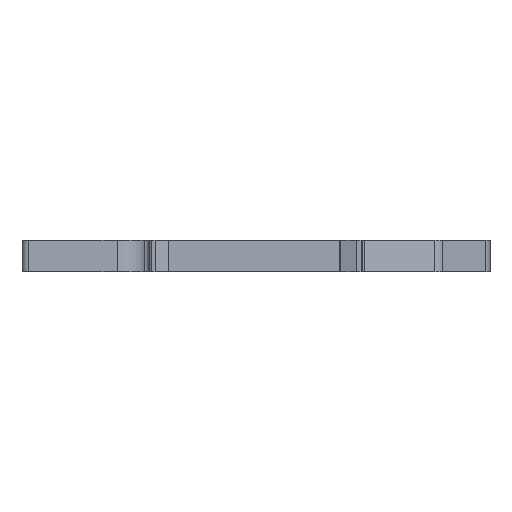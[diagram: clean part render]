
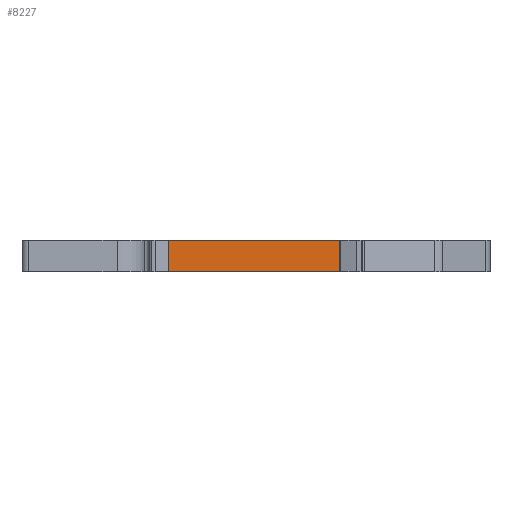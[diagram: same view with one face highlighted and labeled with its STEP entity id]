
A CAD part, front view. The second image highlights one B-rep face of the part: STEP entity #8227.
In plain terms, the highlighted planar face has unit normal (0, -1, 0).
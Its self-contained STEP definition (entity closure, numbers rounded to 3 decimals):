
#2879 = CARTESIAN_POINT ( 'NONE',  ( 16.5, -52.694, 0. ) ) ;
#2984 = AXIS2_PLACEMENT_3D ( 'NONE', #4656, #14476, #14348 ) ;
#3208 = CARTESIAN_POINT ( 'NONE',  ( 16.5, -52.694, -70.761 ) ) ;
#3440 = ORIENTED_EDGE ( 'NONE', *, *, #9864, .F. ) ;
#3869 = DIRECTION ( 'NONE',  ( -1., 0., 0. ) ) ;
#4232 = EDGE_CURVE ( 'NONE', #7025, #11857, #11371, .T. ) ;
#4656 = CARTESIAN_POINT ( 'NONE',  ( -11.825, -52.694, -70.761 ) ) ;
#4793 = CARTESIAN_POINT ( 'NONE',  ( -11.825, -52.694, 5. ) ) ;
#5659 = DIRECTION ( 'NONE',  ( 0., 0., 1. ) ) ;
#5714 = CARTESIAN_POINT ( 'NONE',  ( -11.825, -52.694, 5. ) ) ;
#5943 = PLANE ( 'NONE',  #2984 ) ;
#6113 = DIRECTION ( 'NONE',  ( 0., 0., 1. ) ) ;
#6350 = ORIENTED_EDGE ( 'NONE', *, *, #15174, .F. ) ;
#7025 = VERTEX_POINT ( 'NONE', #2879 ) ;
#7455 = VECTOR ( 'NONE', #5659, 1000. ) ;
#7769 = ORIENTED_EDGE ( 'NONE', *, *, #4232, .F. ) ;
#7854 = VECTOR ( 'NONE', #3869, 1000. ) ;
#7867 = CARTESIAN_POINT ( 'NONE',  ( 16.5, -52.694, 5. ) ) ;
#8227 = ADVANCED_FACE ( 'NONE', ( #9567 ), #5943, .T. ) ;
#8418 = VECTOR ( 'NONE', #6113, 1000. ) ;
#9567 = FACE_OUTER_BOUND ( 'NONE', #14550, .T. ) ;
#9724 = DIRECTION ( 'NONE',  ( 1., 0., 0. ) ) ;
#9864 = EDGE_CURVE ( 'NONE', #14542, #11673, #13625, .T. ) ;
#10161 = VECTOR ( 'NONE', #9724, 1000. ) ;
#10229 = LINE ( 'NONE', #11603, #7455 ) ;
#10938 = CARTESIAN_POINT ( 'NONE',  ( -11.825, -52.694, 0. ) ) ;
#11371 = LINE ( 'NONE', #12088, #7854 ) ;
#11603 = CARTESIAN_POINT ( 'NONE',  ( -11.825, -52.694, -70.761 ) ) ;
#11673 = VERTEX_POINT ( 'NONE', #7867 ) ;
#11857 = VERTEX_POINT ( 'NONE', #10938 ) ;
#12088 = CARTESIAN_POINT ( 'NONE',  ( -11.825, -52.694, 0. ) ) ;
#12591 = ORIENTED_EDGE ( 'NONE', *, *, #13560, .T. ) ;
#13560 = EDGE_CURVE ( 'NONE', #7025, #11673, #14630, .T. ) ;
#13625 = LINE ( 'NONE', #5714, #10161 ) ;
#14348 = DIRECTION ( 'NONE',  ( 0., 0., -1. ) ) ;
#14476 = DIRECTION ( 'NONE',  ( 0., -1., 0. ) ) ;
#14542 = VERTEX_POINT ( 'NONE', #4793 ) ;
#14550 = EDGE_LOOP ( 'NONE', ( #7769, #12591, #3440, #6350 ) ) ;
#14630 = LINE ( 'NONE', #3208, #8418 ) ;
#15174 = EDGE_CURVE ( 'NONE', #11857, #14542, #10229, .T. ) ;
